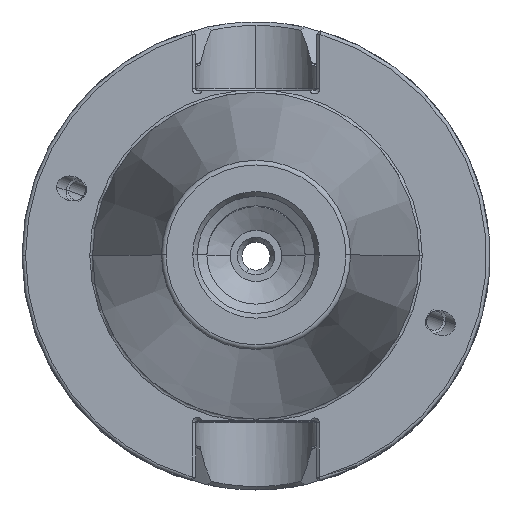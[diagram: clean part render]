
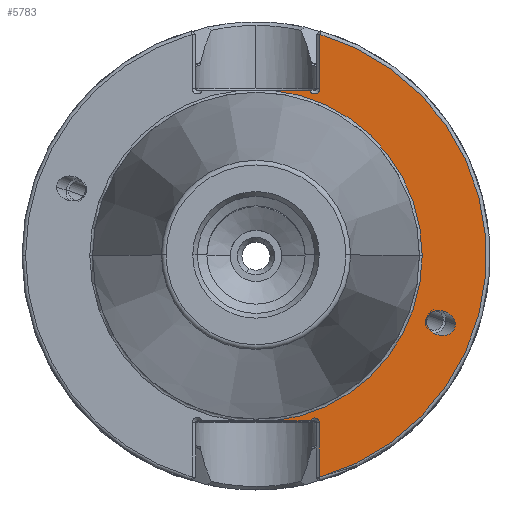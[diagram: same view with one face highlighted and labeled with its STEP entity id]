
A CAD part, top view. The second image highlights one B-rep face of the part: STEP entity #5783.
In plain terms, the highlighted planar face has unit normal (0, 0, 1).
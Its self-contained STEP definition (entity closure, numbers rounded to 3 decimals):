
#27 = DIRECTION ( 'NONE',  ( -1., 0., 0. ) ) ;
#358 = CARTESIAN_POINT ( 'NONE',  ( 12.525, -35.675, -3. ) ) ;
#389 = CIRCLE ( 'NONE', #17646, 1.019 ) ;
#425 = DIRECTION ( 'NONE',  ( 0., 0., -1. ) ) ;
#485 = CARTESIAN_POINT ( 'NONE',  ( 13.544, -47.338, -3. ) ) ;
#504 = DIRECTION ( 'NONE',  ( -1., 0., 0. ) ) ;
#609 = VECTOR ( 'NONE', #8416, 1000. ) ;
#673 = EDGE_CURVE ( 'NONE', #18769, #16446, #14565, .T. ) ;
#684 = CARTESIAN_POINT ( 'NONE',  ( 36.355, -14.023, -3. ) ) ;
#975 = VECTOR ( 'NONE', #18882, 1000. ) ;
#1074 = ORIENTED_EDGE ( 'NONE', *, *, #7378, .T. ) ;
#1721 = CARTESIAN_POINT ( 'NONE',  ( 36.355, -19.326, -3. ) ) ;
#2166 = DIRECTION ( 'NONE',  ( 0., 0., 1. ) ) ;
#2672 = ORIENTED_EDGE ( 'NONE', *, *, #16342, .T. ) ;
#2795 = CARTESIAN_POINT ( 'NONE',  ( 0., 0., -3. ) ) ;
#2847 = AXIS2_PLACEMENT_3D ( 'NONE', #2795, #3672, #3952 ) ;
#3098 = CARTESIAN_POINT ( 'NONE',  ( 11.464, 35.3, -3. ) ) ;
#3108 = EDGE_CURVE ( 'NONE', #16667, #16757, #389, .T. ) ;
#3151 = EDGE_CURVE ( 'NONE', #4235, #13176, #11472, .T. ) ;
#3672 = DIRECTION ( 'NONE',  ( 0., 0., -1. ) ) ;
#3687 =( BOUNDED_CURVE ( )  B_SPLINE_CURVE ( 3, ( #13191, #9943, #1721, #13271 ),
 .UNSPECIFIED., .F., .F. ) 
 B_SPLINE_CURVE_WITH_KNOTS ( ( 4, 4 ),
 ( 5.993, 9.135 ),
 .UNSPECIFIED. ) 
 CURVE ( )  GEOMETRIC_REPRESENTATION_ITEM ( )  RATIONAL_B_SPLINE_CURVE ( ( 1., 0.333, 0.333, 1. ) ) 
 REPRESENTATION_ITEM ( '' )  );
#3799 = VERTEX_POINT ( 'NONE', #3098 ) ;
#3952 = DIRECTION ( 'NONE',  ( -1., 0., 0. ) ) ;
#4141 = CARTESIAN_POINT ( 'NONE',  ( 36.355, -14.023, -3. ) ) ;
#4235 = VERTEX_POINT ( 'NONE', #17869 ) ;
#4318 = LINE ( 'NONE', #18976, #8218 ) ;
#4352 = VERTEX_POINT ( 'NONE', #4141 ) ;
#4994 = ORIENTED_EDGE ( 'NONE', *, *, #8981, .T. ) ;
#5025 = EDGE_CURVE ( 'NONE', #12518, #4352, #3687, .T. ) ;
#5151 = CIRCLE ( 'NONE', #21119, 49.237 ) ;
#5336 = EDGE_CURVE ( 'NONE', #16446, #3799, #20541, .T. ) ;
#5783 = ADVANCED_FACE ( 'NONE', ( #20002, #15659 ), #19368, .F. ) ;
#6216 = CARTESIAN_POINT ( 'NONE',  ( 3.763, 35.3, -3. ) ) ;
#6231 = ORIENTED_EDGE ( 'NONE', *, *, #12786, .T. ) ;
#6259 = CARTESIAN_POINT ( 'NONE',  ( 0., 49.987, -3. ) ) ;
#7160 = ORIENTED_EDGE ( 'NONE', *, *, #14499, .F. ) ;
#7260 = CARTESIAN_POINT ( 'NONE',  ( 42.579, -9.404, -3. ) ) ;
#7378 = EDGE_CURVE ( 'NONE', #17506, #18769, #5151, .T. ) ;
#7451 = DIRECTION ( 'NONE',  ( 1., 0., 0. ) ) ;
#7945 = DIRECTION ( 'NONE',  ( -1., 0., 0. ) ) ;
#8139 = ORIENTED_EDGE ( 'NONE', *, *, #5336, .T. ) ;
#8218 = VECTOR ( 'NONE', #7451, 1000. ) ;
#8416 = DIRECTION ( 'NONE',  ( 0., -1., 0. ) ) ;
#8693 = AXIS2_PLACEMENT_3D ( 'NONE', #6259, #17813, #7945 ) ;
#8981 = EDGE_CURVE ( 'NONE', #16649, #4235, #16339, .T. ) ;
#9487 = ORIENTED_EDGE ( 'NONE', *, *, #3151, .T. ) ;
#9735 = DIRECTION ( 'NONE',  ( 0., 0., -1. ) ) ;
#9856 = DIRECTION ( 'NONE',  ( 0., 0., -1. ) ) ;
#9943 = CARTESIAN_POINT ( 'NONE',  ( 42.579, -20.01, -3. ) ) ;
#10097 = CARTESIAN_POINT ( 'NONE',  ( 13.544, 49.987, -3. ) ) ;
#11373 = CARTESIAN_POINT ( 'NONE',  ( 42.579, -14.707, -3. ) ) ;
#11472 = CIRCLE ( 'NONE', #2847, 35.5 ) ;
#11695 = CARTESIAN_POINT ( 'NONE',  ( 13.544, -35.675, -3. ) ) ;
#12111 = CARTESIAN_POINT ( 'NONE',  ( 0., 0., -3. ) ) ;
#12518 = VERTEX_POINT ( 'NONE', #11373 ) ;
#12786 = EDGE_CURVE ( 'NONE', #4352, #12518, #19254, .T. ) ;
#13035 = CARTESIAN_POINT ( 'NONE',  ( 11.578, -35.3, -3. ) ) ;
#13176 = VERTEX_POINT ( 'NONE', #17848 ) ;
#13191 = CARTESIAN_POINT ( 'NONE',  ( 42.579, -14.707, -3. ) ) ;
#13271 = CARTESIAN_POINT ( 'NONE',  ( 36.355, -14.023, -3. ) ) ;
#13726 = DIRECTION ( 'NONE',  ( -1., 0., 0. ) ) ;
#13952 = ORIENTED_EDGE ( 'NONE', *, *, #18830, .F. ) ;
#14095 = LINE ( 'NONE', #17239, #975 ) ;
#14499 = EDGE_CURVE ( 'NONE', #16649, #3799, #4318, .T. ) ;
#14565 = LINE ( 'NONE', #15943, #18404 ) ;
#15478 = EDGE_LOOP ( 'NONE', ( #16225, #6231 ) ) ;
#15659 = FACE_OUTER_BOUND ( 'NONE', #18502, .T. ) ;
#15943 = CARTESIAN_POINT ( 'NONE',  ( 13.65, 35.675, -3. ) ) ;
#16225 = ORIENTED_EDGE ( 'NONE', *, *, #5025, .T. ) ;
#16339 = CIRCLE ( 'NONE', #19255, 35.5 ) ;
#16342 = EDGE_CURVE ( 'NONE', #16757, #17506, #18084, .T. ) ;
#16446 = VERTEX_POINT ( 'NONE', #18679 ) ;
#16649 = VERTEX_POINT ( 'NONE', #6216 ) ;
#16667 = VERTEX_POINT ( 'NONE', #13035 ) ;
#16757 = VERTEX_POINT ( 'NONE', #11695 ) ;
#17180 = DIRECTION ( 'NONE',  ( 0., -1., 0. ) ) ;
#17239 = CARTESIAN_POINT ( 'NONE',  ( 0., -35.3, -3. ) ) ;
#17317 = ORIENTED_EDGE ( 'NONE', *, *, #3108, .T. ) ;
#17506 = VERTEX_POINT ( 'NONE', #485 ) ;
#17646 = AXIS2_PLACEMENT_3D ( 'NONE', #358, #425, #504 ) ;
#17813 = DIRECTION ( 'NONE',  ( 0., 0., -1. ) ) ;
#17848 = CARTESIAN_POINT ( 'NONE',  ( 3.763, -35.3, -3. ) ) ;
#17869 = CARTESIAN_POINT ( 'NONE',  ( 35.5, 0., -3. ) ) ;
#18051 = AXIS2_PLACEMENT_3D ( 'NONE', #19671, #9856, #27 ) ;
#18084 = LINE ( 'NONE', #10097, #609 ) ;
#18404 = VECTOR ( 'NONE', #17180, 1000. ) ;
#18502 = EDGE_LOOP ( 'NONE', ( #13952, #17317, #2672, #1074, #19672, #8139, #7160, #4994, #9487 ) ) ;
#18679 = CARTESIAN_POINT ( 'NONE',  ( 13.65, 35.675, -3. ) ) ;
#18769 = VERTEX_POINT ( 'NONE', #20362 ) ;
#18776 = CARTESIAN_POINT ( 'NONE',  ( 42.579, -14.707, -3. ) ) ;
#18830 = EDGE_CURVE ( 'NONE', #16667, #13176, #14095, .T. ) ;
#18882 = DIRECTION ( 'NONE',  ( -1., 0., 0. ) ) ;
#18976 = CARTESIAN_POINT ( 'NONE',  ( 0., 35.3, -3. ) ) ;
#19254 =( BOUNDED_CURVE ( )  B_SPLINE_CURVE ( 3, ( #684, #20274, #7260, #18776 ),
 .UNSPECIFIED., .F., .F. ) 
 B_SPLINE_CURVE_WITH_KNOTS ( ( 4, 4 ),
 ( 2.852, 5.993 ),
 .UNSPECIFIED. ) 
 CURVE ( )  GEOMETRIC_REPRESENTATION_ITEM ( )  RATIONAL_B_SPLINE_CURVE ( ( 1., 0.333, 0.333, 1. ) ) 
 REPRESENTATION_ITEM ( '' )  );
#19255 = AXIS2_PLACEMENT_3D ( 'NONE', #19562, #9735, #21216 ) ;
#19368 = PLANE ( 'NONE',  #8693 ) ;
#19562 = CARTESIAN_POINT ( 'NONE',  ( 0., 0., -3. ) ) ;
#19671 = CARTESIAN_POINT ( 'NONE',  ( 12.525, 35.675, -3. ) ) ;
#19672 = ORIENTED_EDGE ( 'NONE', *, *, #673, .T. ) ;
#20002 = FACE_BOUND ( 'NONE', #15478, .T. ) ;
#20274 = CARTESIAN_POINT ( 'NONE',  ( 36.355, -8.72, -3. ) ) ;
#20362 = CARTESIAN_POINT ( 'NONE',  ( 13.65, 47.308, -3. ) ) ;
#20541 = CIRCLE ( 'NONE', #18051, 1.125 ) ;
#21119 = AXIS2_PLACEMENT_3D ( 'NONE', #12111, #2166, #13726 ) ;
#21216 = DIRECTION ( 'NONE',  ( -1., 0., 0. ) ) ;
